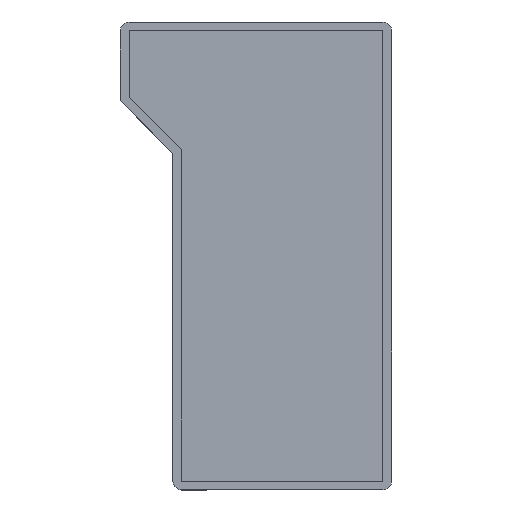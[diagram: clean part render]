
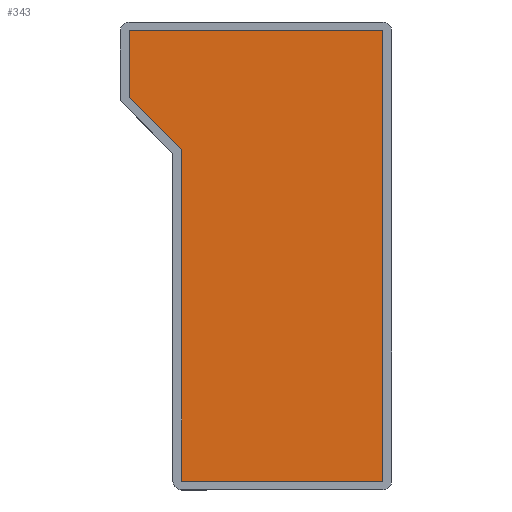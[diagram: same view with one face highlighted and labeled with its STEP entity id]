
A CAD part, top view. The second image highlights one B-rep face of the part: STEP entity #343.
In plain terms, the highlighted planar face has unit normal (0, 0, 1).
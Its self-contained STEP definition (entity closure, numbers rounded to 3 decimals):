
#33=FACE_OUTER_BOUND('',#52,.T.);
#52=EDGE_LOOP('',(#247,#248,#249,#250,#251,#252));
#69=LINE('',#502,#109);
#73=LINE('',#509,#113);
#75=LINE('',#514,#115);
#79=LINE('',#521,#119);
#82=LINE('',#527,#122);
#83=LINE('',#529,#123);
#109=VECTOR('',#404,10.);
#113=VECTOR('',#410,10.);
#115=VECTOR('',#414,10.);
#119=VECTOR('',#420,10.);
#122=VECTOR('',#425,10.);
#123=VECTOR('',#428,10.);
#149=VERTEX_POINT('',#499);
#150=VERTEX_POINT('',#501);
#152=VERTEX_POINT('',#507);
#154=VERTEX_POINT('',#513);
#156=VERTEX_POINT('',#519);
#158=VERTEX_POINT('',#525);
#181=EDGE_CURVE('',#149,#150,#69,.T.);
#185=EDGE_CURVE('',#152,#149,#73,.T.);
#187=EDGE_CURVE('',#150,#154,#75,.T.);
#191=EDGE_CURVE('',#156,#152,#79,.T.);
#194=EDGE_CURVE('',#158,#156,#82,.T.);
#195=EDGE_CURVE('',#154,#158,#83,.T.);
#247=ORIENTED_EDGE('',*,*,#181,.F.);
#248=ORIENTED_EDGE('',*,*,#185,.F.);
#249=ORIENTED_EDGE('',*,*,#191,.F.);
#250=ORIENTED_EDGE('',*,*,#194,.F.);
#251=ORIENTED_EDGE('',*,*,#195,.F.);
#252=ORIENTED_EDGE('',*,*,#187,.F.);
#328=PLANE('',#376);
#343=ADVANCED_FACE('',(#33),#328,.F.);
#376=AXIS2_PLACEMENT_3D('',#528,#426,#427);
#404=DIRECTION('',(-1.,0.,0.));
#410=DIRECTION('',(0.,-1.,0.));
#414=DIRECTION('',(0.,1.,0.));
#420=DIRECTION('',(1.,0.,0.));
#425=DIRECTION('',(0.,1.,0.));
#426=DIRECTION('center_axis',(0.,0.,-1.));
#427=DIRECTION('ref_axis',(-1.,0.,0.));
#428=DIRECTION('',(-0.707,0.707,0.));
#499=CARTESIAN_POINT('',(108.,2.,-18.));
#501=CARTESIAN_POINT('',(62.,2.,-18.));
#502=CARTESIAN_POINT('',(94.5,2.,-18.));
#507=CARTESIAN_POINT('',(108.,105.,-18.));
#509=CARTESIAN_POINT('',(108.,80.25,-18.));
#513=CARTESIAN_POINT('',(62.,77.828,-18.));
#514=CARTESIAN_POINT('',(62.,26.75,-18.));
#519=CARTESIAN_POINT('',(50.,105.,-18.));
#521=CARTESIAN_POINT('',(63.5,105.,-18.));
#525=CARTESIAN_POINT('',(50.,89.828,-18.));
#527=CARTESIAN_POINT('',(50.,71.25,-18.));
#528=CARTESIAN_POINT('Origin',(79.,53.5,-18.));
#529=CARTESIAN_POINT('',(72.039,67.789,-18.));
